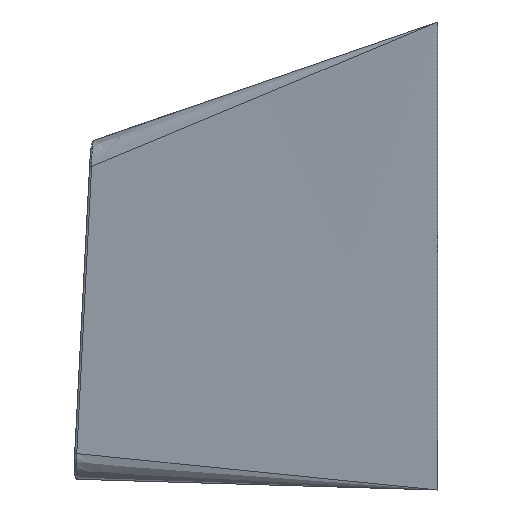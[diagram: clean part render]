
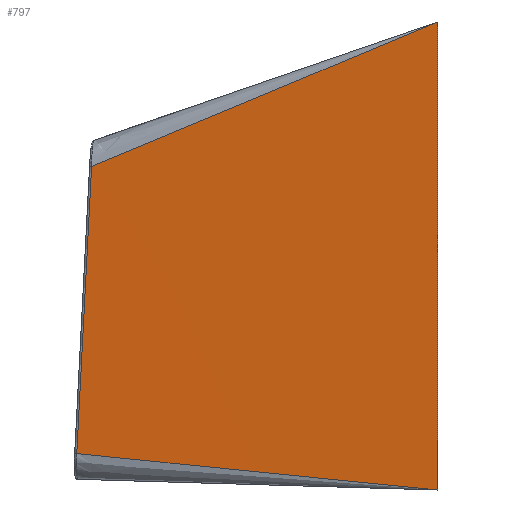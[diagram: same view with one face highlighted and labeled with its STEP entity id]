
A CAD part, left-side view. The second image highlights one B-rep face of the part: STEP entity #797.
In plain terms, the highlighted free-form (B-spline) face has degree [3, 1] with [6, 2] control points.
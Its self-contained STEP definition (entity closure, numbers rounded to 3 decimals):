
#16 = CARTESIAN_POINT ( 'NONE',  ( 1.326, 7.006, 0.705 ) ) ;
#32 = CARTESIAN_POINT ( 'NONE',  ( 2.224, 11.234, 13.308 ) ) ;
#37 = CARTESIAN_POINT ( 'NONE',  ( 2.633, 13.879, 1.402 ) ) ;
#43 = CARTESIAN_POINT ( 'NONE',  ( 1.347, 6.796, 15.16 ) ) ;
#127 = CARTESIAN_POINT ( 'NONE',  ( 2.632, 13.309, 12.444 ) ) ;
#262 = CARTESIAN_POINT ( 'NONE',  ( 0.909, 4.806, 0.483 ) ) ;
#281 = CARTESIAN_POINT ( 'NONE',  ( 1.524, 7.691, 14.786 ) ) ;
#303 = CARTESIAN_POINT ( 'NONE',  ( 0.473, 2.381, 17.004 ) ) ;
#357 = CARTESIAN_POINT ( 'NONE',  ( 0., 0., 18. ) ) ;
#407 = VECTOR ( 'NONE', #2281, 1000. ) ;
#471 = EDGE_CURVE ( 'NONE', #748, #2649, #1920, .T. ) ;
#629 = EDGE_CURVE ( 'NONE', #2503, #1198, #2824, .T. ) ;
#748 = VERTEX_POINT ( 'NONE', #899 ) ;
#767 = CARTESIAN_POINT ( 'NONE',  ( 1.377, 6.946, 15.097 ) ) ;
#776 = CARTESIAN_POINT ( 'NONE',  ( 1.331, 6.717, 15.193 ) ) ;
#780 = CARTESIAN_POINT ( 'NONE',  ( 2.222, 11.721, 1.182 ) ) ;
#797 = ADVANCED_FACE ( 'NONE', ( #1997 ), #2623, .T. ) ;
#842 = CARTESIAN_POINT ( 'NONE',  ( 2.632, 13.309, 12.444 ) ) ;
#848 = CARTESIAN_POINT ( 'NONE',  ( 0., 0., 12. ) ) ;
#863 = CARTESIAN_POINT ( 'NONE',  ( 2.65, 13.347, 13.404 ) ) ;
#895 = CARTESIAN_POINT ( 'NONE',  ( 2.633, 13.765, 3.608 ) ) ;
#899 = CARTESIAN_POINT ( 'NONE',  ( 0., 0., 18. ) ) ;
#1011 = CARTESIAN_POINT ( 'NONE',  ( 2.432, 12.826, 1.294 ) ) ;
#1131 = CARTESIAN_POINT ( 'NONE',  ( 2.633, 13.701, 4.851 ) ) ;
#1198 = VERTEX_POINT ( 'NONE', #1359 ) ;
#1239 = CARTESIAN_POINT ( 'NONE',  ( 1.342, 7.089, 0.713 ) ) ;
#1252 = ORIENTED_EDGE ( 'NONE', *, *, #629, .T. ) ;
#1259 = CARTESIAN_POINT ( 'NONE',  ( 1.727, 8.717, 14.358 ) ) ;
#1266 = EDGE_LOOP ( 'NONE', ( #2681, #3057, #1252, #2268 ) ) ;
#1294 = CARTESIAN_POINT ( 'NONE',  ( 1.421, 7.171, 15.003 ) ) ;
#1343 = CARTESIAN_POINT ( 'NONE',  ( 2.633, 13.432, 10.054 ) ) ;
#1344 = CARTESIAN_POINT ( 'NONE',  ( 0., 0., 6. ) ) ;
#1359 = CARTESIAN_POINT ( 'NONE',  ( 0., 0., 0. ) ) ;
#1385 = CARTESIAN_POINT ( 'NONE',  ( 0., 0., 15. ) ) ;
#1504 = CARTESIAN_POINT ( 'NONE',  ( 1.895, 9.568, 14.003 ) ) ;
#1523 = CARTESIAN_POINT ( 'NONE',  ( 0., 0., 18. ) ) ;
#1610 = CARTESIAN_POINT ( 'NONE',  ( 2.65, 14.02, 0.416 ) ) ;
#1672 = CARTESIAN_POINT ( 'NONE',  ( 2.633, 13.879, 1.402 ) ) ;
#1739 = EDGE_CURVE ( 'NONE', #748, #1198, #2050, .T. ) ;
#1826 = CARTESIAN_POINT ( 'NONE',  ( 2.65, 13.795, 4.746 ) ) ;
#1838 = CARTESIAN_POINT ( 'NONE',  ( 0., 0., 3. ) ) ;
#1848 = CARTESIAN_POINT ( 'NONE',  ( 2.65, 13.907, 2.581 ) ) ;
#1920 = B_SPLINE_CURVE_WITH_KNOTS ( 'NONE', 3,
 ( #1523, #303, #2018, #776, #43, #767, #1294, #281, #1259, #1504, #32, #2976, #2252 ),
 .UNSPECIFIED., .F., .F.,
 ( 4, 2, 2, 1, 1, 1, 2, 4 ),
 ( 0., 0.496, 0.512, 0.527, 0.558, 0.62, 0.745, 0.993 ),
 .UNSPECIFIED. ) ;
#1969 = CARTESIAN_POINT ( 'NONE',  ( 1.607, 8.484, 0.854 ) ) ;
#1978 = CARTESIAN_POINT ( 'NONE',  ( 0.471, 2.493, 0.25 ) ) ;
#1981 = B_SPLINE_CURVE_WITH_KNOTS ( 'NONE', 3,
 ( #127, #2839, #1343, #2358, #2109, #2310, #2576, #3058, #1131, #2078, #895, #3042, #2325 ),
 .UNSPECIFIED., .F., .F.,
 ( 4, 3, 3, 3, 4 ),
 ( 0., 0.004, 0.007, 0.008, 0.011 ),
 .UNSPECIFIED. ) ;
#1997 = FACE_OUTER_BOUND ( 'NONE', #1266, .T. ) ;
#2018 = CARTESIAN_POINT ( 'NONE',  ( 0.912, 4.599, 16.077 ) ) ;
#2050 = LINE ( 'NONE', #2756, #407 ) ;
#2078 = CARTESIAN_POINT ( 'NONE',  ( 2.633, 13.708, 4.712 ) ) ;
#2079 = CARTESIAN_POINT ( 'NONE',  ( 2.65, 13.459, 11.24 ) ) ;
#2109 = CARTESIAN_POINT ( 'NONE',  ( 2.633, 13.558, 7.616 ) ) ;
#2222 = CARTESIAN_POINT ( 'NONE',  ( 1.892, 9.984, 1.006 ) ) ;
#2252 = CARTESIAN_POINT ( 'NONE',  ( 2.632, 13.309, 12.444 ) ) ;
#2268 = ORIENTED_EDGE ( 'NONE', *, *, #1739, .F. ) ;
#2281 = DIRECTION ( 'NONE',  ( 0., 0., -1. ) ) ;
#2310 = CARTESIAN_POINT ( 'NONE',  ( 2.633, 13.623, 6.373 ) ) ;
#2325 = CARTESIAN_POINT ( 'NONE',  ( 2.633, 13.879, 1.402 ) ) ;
#2358 = CARTESIAN_POINT ( 'NONE',  ( 2.633, 13.494, 8.858 ) ) ;
#2375 = EDGE_CURVE ( 'NONE', #2649, #2503, #1981, .T. ) ;
#2454 = CARTESIAN_POINT ( 'NONE',  ( 1.52, 8.025, 0.807 ) ) ;
#2483 = CARTESIAN_POINT ( 'NONE',  ( 1.779, 9.392, 0.946 ) ) ;
#2503 = VERTEX_POINT ( 'NONE', #1672 ) ;
#2576 = CARTESIAN_POINT ( 'NONE',  ( 2.633, 13.687, 5.13 ) ) ;
#2623 = B_SPLINE_SURFACE_WITH_KNOTS ( 'NONE', 3, 1, ( 
 ( #2840, #1610 ),
 ( #1838, #1848 ),
 ( #1344, #1826 ),
 ( #848, #2826 ),
 ( #1385, #2079 ),
 ( #357, #863 ) ),
 .UNSPECIFIED., .F., .F., .F.,
 ( 4, 2, 4 ),
 ( 2, 2 ),
 ( 0., 0.5, 1. ),
 ( 0., 1. ),
 .UNSPECIFIED. ) ;
#2649 = VERTEX_POINT ( 'NONE', #842 ) ;
#2681 = ORIENTED_EDGE ( 'NONE', *, *, #471, .T. ) ;
#2715 = CARTESIAN_POINT ( 'NONE',  ( 1.416, 7.481, 0.753 ) ) ;
#2728 = CARTESIAN_POINT ( 'NONE',  ( 1.372, 7.246, 0.729 ) ) ;
#2756 = CARTESIAN_POINT ( 'NONE',  ( 0., 0., 18. ) ) ;
#2824 = B_SPLINE_CURVE_WITH_KNOTS ( 'NONE', 3,
 ( #37, #1011, #780, #2222, #2483, #1969, #2454, #2715, #2728, #1239, #16, #262, #1978, #2968 ),
 .UNSPECIFIED., .F., .F.,
 ( 4, 2, 2, 1, 1, 2, 2, 4 ),
 ( 0.007, 0.255, 0.379, 0.441, 0.472, 0.488, 0.503, 1. ),
 .UNSPECIFIED. ) ;
#2826 = CARTESIAN_POINT ( 'NONE',  ( 2.65, 13.571, 9.075 ) ) ;
#2839 = CARTESIAN_POINT ( 'NONE',  ( 2.633, 13.371, 11.249 ) ) ;
#2840 = CARTESIAN_POINT ( 'NONE',  ( 0., 0., 0. ) ) ;
#2968 = CARTESIAN_POINT ( 'NONE',  ( 0., 0., 0. ) ) ;
#2976 = CARTESIAN_POINT ( 'NONE',  ( 2.433, 12.296, 12.866 ) ) ;
#3042 = CARTESIAN_POINT ( 'NONE',  ( 2.633, 13.822, 2.505 ) ) ;
#3057 = ORIENTED_EDGE ( 'NONE', *, *, #2375, .T. ) ;
#3058 = CARTESIAN_POINT ( 'NONE',  ( 2.633, 13.694, 4.991 ) ) ;
